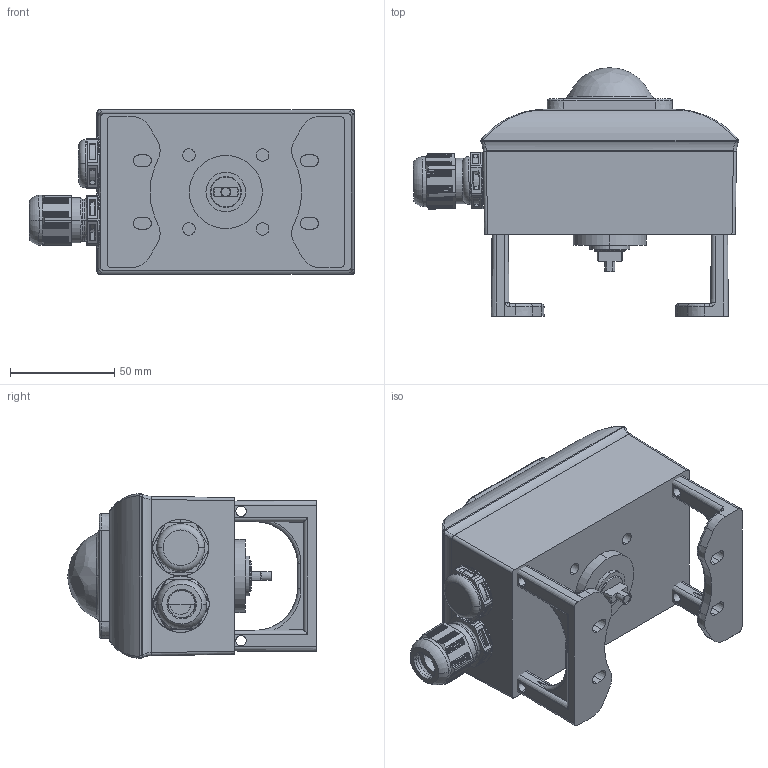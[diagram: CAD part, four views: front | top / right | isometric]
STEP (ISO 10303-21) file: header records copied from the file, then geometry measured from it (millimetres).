
FILE_DESCRIPTION (( 'STEP AP214' ), '1' );
FILE_NAME ('E_P_02-1KV-3D.STEP', '2024-01-31T14:07:14', ( '' ), ( '' ), 'SwSTEP 2.0', 'SolidWorks 2021', '' );
FILE_SCHEMA (( 'AUTOMOTIVE_DESIGN' ));
Length unit declared in the file: metre
Products named in the file (8): E_P_02-2KV-3D_6; E_P_02-2KV-3D_3; E_P_02-2KV-3D_2; PR02_Deckel_Stecker; E_P_02-2KV-3D; E_P_02-1KV-3D; E_P_02-2KV-3D_5; E_P_02-2KV-3D_4
Assembly tree (7 placements, depth 2):
  E_P_02-1KV-3D
    E_P_02-2KV-3D_6
    E_P_02-2KV-3D_3
    E_P_02-2KV-3D
    E_P_02-2KV-3D_2
    E_P_02-2KV-3D_5
    E_P_02-2KV-3D_4
    PR02_Deckel_Stecker
Bounding box: 155.84 x 119 x 78.99 mm (x, y, z)
Volume: 615490.3 mm3; surface area: 78842.7 mm2
Topology: 7 solids, 7 shells, 1032 faces, 2584 edges, 1593 vertices
Faces by surface type: cylinder 333, plane 278, cone 232, torus 86, bspline 79, sphere 24
Entity records: 38217 total; most frequent: CARTESIAN_POINT 13929, ORIENTED_EDGE 5140, DIRECTION 4415, EDGE_CURVE 2570, AXIS2_PLACEMENT_3D 1688, VERTEX_POINT 1591, EDGE_LOOP 1111, LINE 1039
